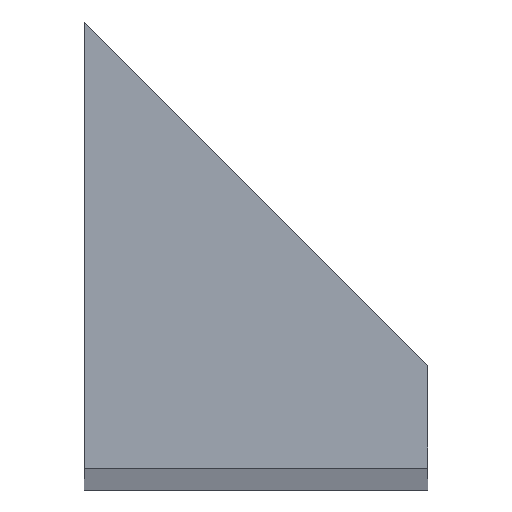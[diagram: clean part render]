
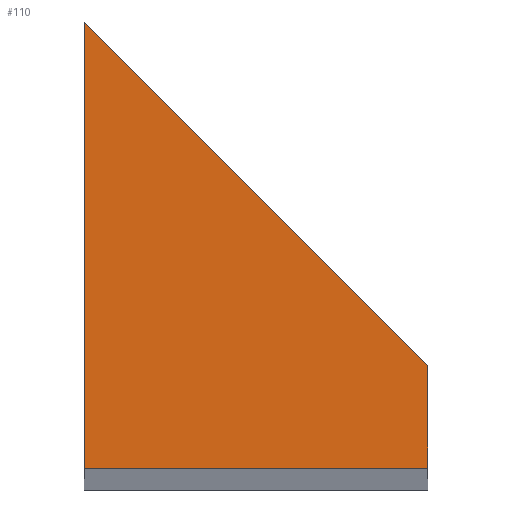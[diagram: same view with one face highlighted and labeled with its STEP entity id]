
A CAD part, top view. The second image highlights one B-rep face of the part: STEP entity #110.
In plain terms, the highlighted planar face has unit normal (0, 0, 1).
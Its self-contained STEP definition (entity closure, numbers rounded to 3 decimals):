
#8 = DIRECTION ( 'NONE',  ( 0., -1., 0. ) ) ;
#22 = CARTESIAN_POINT ( 'NONE',  ( 1.3, 1.3, 36.4 ) ) ;
#27 = DIRECTION ( 'NONE',  ( 1., 0., 0. ) ) ;
#30 = VECTOR ( 'NONE', #172, 1000. ) ;
#31 = LINE ( 'NONE', #22, #205 ) ;
#43 = EDGE_CURVE ( 'NONE', #68, #161, #175, .T. ) ;
#64 = EDGE_CURVE ( 'NONE', #113, #210, #31, .T. ) ;
#66 = EDGE_LOOP ( 'NONE', ( #158, #203, #114, #139 ) ) ;
#68 = VERTEX_POINT ( 'NONE', #130 ) ;
#80 = CARTESIAN_POINT ( 'NONE',  ( 2., 0., 36.4 ) ) ;
#89 = LINE ( 'NONE', #224, #30 ) ;
#103 = VECTOR ( 'NONE', #150, 1000. ) ;
#104 = PLANE ( 'NONE',  #162 ) ;
#105 = CARTESIAN_POINT ( 'NONE',  ( 0., 0., 36.4 ) ) ;
#110 = ADVANCED_FACE ( 'NONE', ( #216 ), #104, .T. ) ;
#113 = VERTEX_POINT ( 'NONE', #219 ) ;
#114 = ORIENTED_EDGE ( 'NONE', *, *, #64, .T. ) ;
#130 = CARTESIAN_POINT ( 'NONE',  ( 0., 0., 36.4 ) ) ;
#132 = CARTESIAN_POINT ( 'NONE',  ( 0., 0., 36.4 ) ) ;
#139 = ORIENTED_EDGE ( 'NONE', *, *, #225, .T. ) ;
#150 = DIRECTION ( 'NONE',  ( 1., 0., 0. ) ) ;
#158 = ORIENTED_EDGE ( 'NONE', *, *, #43, .T. ) ;
#161 = VERTEX_POINT ( 'NONE', #80 ) ;
#162 = AXIS2_PLACEMENT_3D ( 'NONE', #186, #206, #27 ) ;
#167 = DIRECTION ( 'NONE',  ( -0.707, 0.707, 0. ) ) ;
#172 = DIRECTION ( 'NONE',  ( 0., 1., 0. ) ) ;
#175 = LINE ( 'NONE', #132, #103 ) ;
#186 = CARTESIAN_POINT ( 'NONE',  ( 0., 0., 36.4 ) ) ;
#189 = VECTOR ( 'NONE', #8, 1000. ) ;
#195 = EDGE_CURVE ( 'NONE', #161, #113, #89, .T. ) ;
#200 = LINE ( 'NONE', #105, #189 ) ;
#203 = ORIENTED_EDGE ( 'NONE', *, *, #195, .T. ) ;
#205 = VECTOR ( 'NONE', #167, 1000. ) ;
#206 = DIRECTION ( 'NONE',  ( 0., 0., 1. ) ) ;
#209 = CARTESIAN_POINT ( 'NONE',  ( 0., 2.6, 36.4 ) ) ;
#210 = VERTEX_POINT ( 'NONE', #209 ) ;
#216 = FACE_OUTER_BOUND ( 'NONE', #66, .T. ) ;
#219 = CARTESIAN_POINT ( 'NONE',  ( 2., 0.6, 36.4 ) ) ;
#224 = CARTESIAN_POINT ( 'NONE',  ( 2., 0., 36.4 ) ) ;
#225 = EDGE_CURVE ( 'NONE', #210, #68, #200, .T. ) ;
